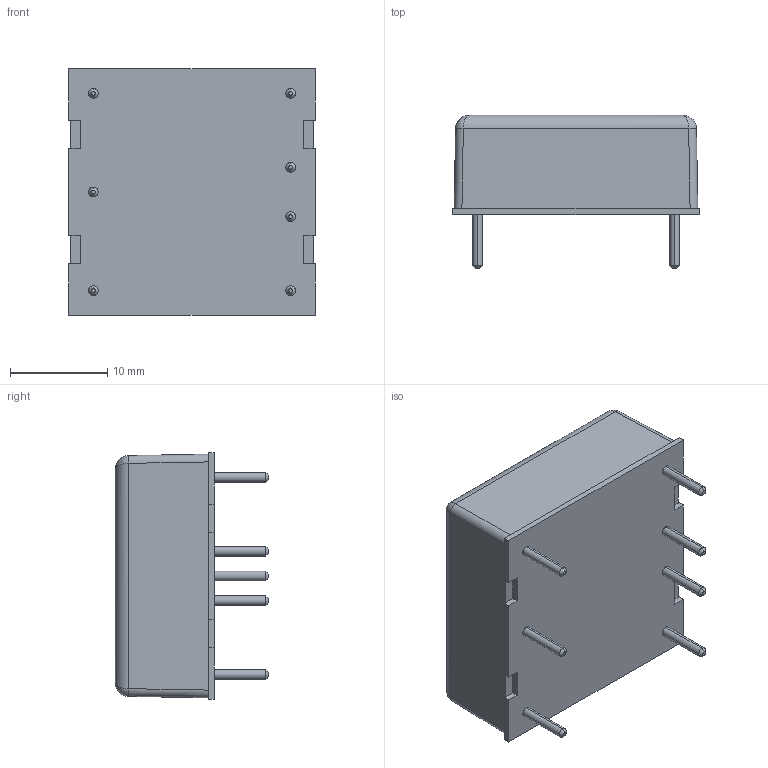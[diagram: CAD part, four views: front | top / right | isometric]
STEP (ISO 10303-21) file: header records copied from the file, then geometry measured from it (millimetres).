
FILE_DESCRIPTION (( 'STEP AP214' ), '1' );
FILE_NAME ('THN 10-UIR.STEP', '2023-11-02T02:37:31', ( '' ), ( '' ), 'SwSTEP 2.0', 'SolidWorks 2016', '' );
FILE_SCHEMA (( 'AUTOMOTIVE_DESIGN' ));
Length unit declared in the file: millimetre
Products named in the file (1): THN 10-UIR
Bounding box: 25.4 x 15.8 x 25.4 mm (x, y, z)
Volume: 6332.4 mm3; surface area: 2342.3 mm2
Topology: 1 solids, 1 shells, 81 faces, 186 edges, 110 vertices
Faces by surface type: plane 41, cylinder 22, cone 14, bspline 4
Entity records: 2777 total; most frequent: CARTESIAN_POINT 574, DIRECTION 372, ORIENTED_EDGE 364, EDGE_CURVE 182, VECTOR 124, AXIS2_PLACEMENT_3D 124, LINE 124, VERTEX_POINT 110
